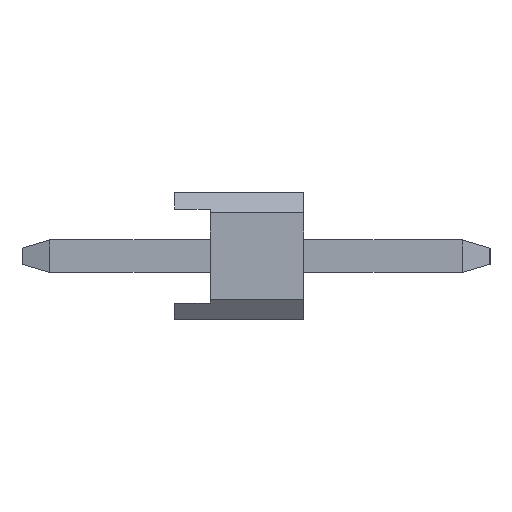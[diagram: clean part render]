
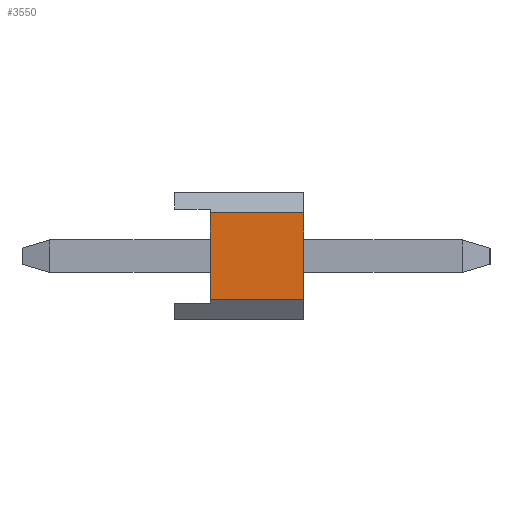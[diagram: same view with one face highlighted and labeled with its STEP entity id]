
A CAD part, left-side view. The second image highlights one B-rep face of the part: STEP entity #3550.
In plain terms, the highlighted planar face has unit normal (-1, 0, 0).
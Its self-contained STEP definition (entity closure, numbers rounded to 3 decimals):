
#2866=VERTEX_POINT('',#6944);
#2868=VERTEX_POINT('',#6946);
#3202=EDGE_CURVE('',#4166,#2868,#7310,.T.);
#3308=EDGE_CURVE('',#2868,#2866,#7432,.T.);
#3550=ADVANCED_FACE('',(#7697),#7698,.T.);
#4024=EDGE_CURVE('',#4954,#2866,#8222,.T.);
#4166=VERTEX_POINT('',#8379);
#4954=VERTEX_POINT('',#9260);
#5590=EDGE_CURVE('',#4954,#4166,#9965,.T.);
#6944=CARTESIAN_POINT('',(-16.41,-2.54,0.851));
#6946=CARTESIAN_POINT('',(-16.41,-2.54,-0.851));
#7310=LINE('',#12316,#12317);
#7432=LINE('',#12486,#12487);
#7697=FACE_OUTER_BOUND('',#12872,.T.);
#7698=PLANE('',#12873);
#8222=LINE('',#13642,#13643);
#8379=CARTESIAN_POINT('',(-16.41,-0.7,-0.851));
#9260=CARTESIAN_POINT('',(-16.41,-0.7,0.851));
#9965=LINE('',#16143,#16144);
#12316=CARTESIAN_POINT('',(-16.41,0.,-0.851));
#12317=VECTOR('',#17971,1.0);
#12486=CARTESIAN_POINT('',(-16.41,-2.54,0.851));
#12487=VECTOR('',#18125,1.0);
#12872=EDGE_LOOP('',(#18383,#18384,#18385,#18386));
#12873=AXIS2_PLACEMENT_3D('',#18387,#18388,#18389);
#13642=CARTESIAN_POINT('',(-16.41,0.,0.851));
#13643=VECTOR('',#18970,1.0);
#16143=CARTESIAN_POINT('',(-16.41,-0.7,-0.426));
#16144=VECTOR('',#20851,1.0);
#17971=DIRECTION('',(0.0,-1.0,0.));
#18125=DIRECTION('',(0.0,0.,1.0));
#18383=ORIENTED_EDGE('',*,*,#5590,.T.);
#18384=ORIENTED_EDGE('',*,*,#3202,.T.);
#18385=ORIENTED_EDGE('',*,*,#3308,.T.);
#18386=ORIENTED_EDGE('',*,*,#4024,.F.);
#18387=CARTESIAN_POINT('',(-16.41,0.,-0.851));
#18388=DIRECTION('',(-1.0,0.0,0.0));
#18389=DIRECTION('',(0.0,0.,-1.0));
#18970=DIRECTION('',(0.0,-1.0,0.));
#20851=DIRECTION('',(0.0,0.,-1.0));
